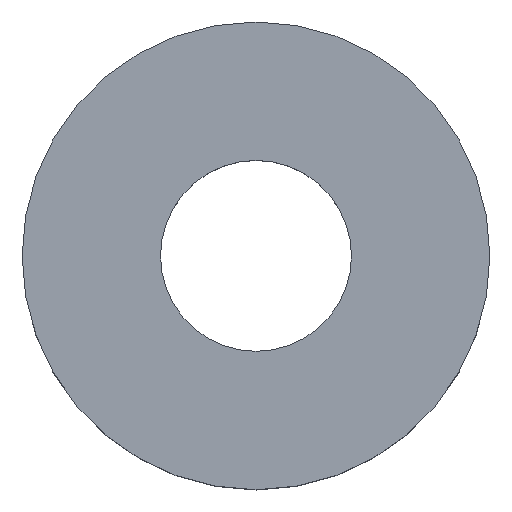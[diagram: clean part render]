
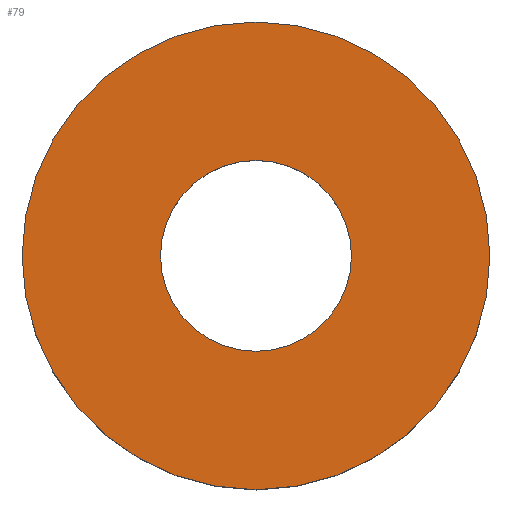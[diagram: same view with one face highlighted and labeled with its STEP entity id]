
A CAD part, top view. The second image highlights one B-rep face of the part: STEP entity #79.
In plain terms, the highlighted planar face has unit normal (0, 0, 1).
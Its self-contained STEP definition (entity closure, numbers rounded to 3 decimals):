
#34=CARTESIAN_POINT('',(32.75,-449.,51.));
#35=VERTEX_POINT('',#34);
#42=CARTESIAN_POINT('',(45.,-449.,51.));
#43=DIRECTION('',(0.,0.,-1.));
#44=DIRECTION('',(-1.,0.,0.));
#45=AXIS2_PLACEMENT_3D('',#42,#43,#44);
#46=CIRCLE('',#45,12.25);
#47=EDGE_CURVE('',#35,#35,#46,.T.);
#60=CARTESIAN_POINT('',(0.,0.,51.));
#61=DIRECTION('',(0.,0.,-1.));
#62=DIRECTION('',(-1.,0.,0.));
#63=AXIS2_PLACEMENT_3D('',#60,#61,#62);
#64=PLANE('',#63);
#65=CARTESIAN_POINT('',(40.,-449.,51.));
#66=VERTEX_POINT('',#65);
#67=CARTESIAN_POINT('',(45.,-449.,51.));
#68=DIRECTION('',(0.,0.,-1.));
#69=DIRECTION('',(-1.,0.,0.));
#70=AXIS2_PLACEMENT_3D('',#67,#68,#69);
#71=CIRCLE('',#70,5.);
#72=EDGE_CURVE('',#66,#66,#71,.T.);
#73=ORIENTED_EDGE('',*,*,#72,.T.);
#74=EDGE_LOOP('',(#73));
#75=FACE_BOUND('',#74,.T.);
#76=ORIENTED_EDGE('',*,*,#47,.F.);
#77=EDGE_LOOP('',(#76));
#78=FACE_BOUND('',#77,.T.);
#79=ADVANCED_FACE('',(#75,#78),#64,.F.);
